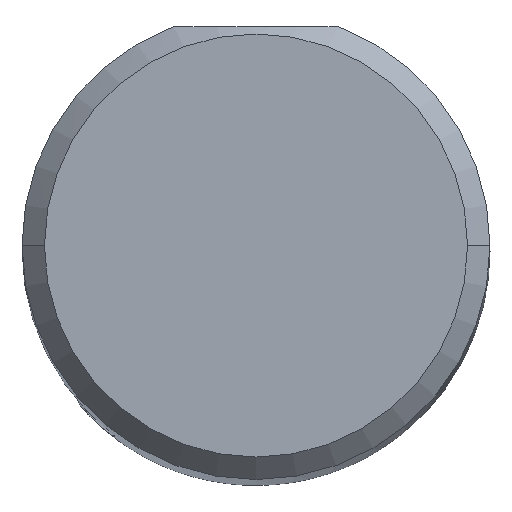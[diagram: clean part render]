
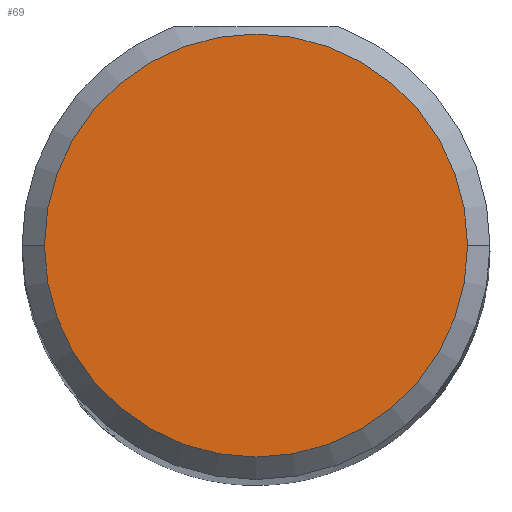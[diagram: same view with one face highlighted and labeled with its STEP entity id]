
A CAD part, top view. The second image highlights one B-rep face of the part: STEP entity #69.
In plain terms, the highlighted planar face has unit normal (0, 0, 1).
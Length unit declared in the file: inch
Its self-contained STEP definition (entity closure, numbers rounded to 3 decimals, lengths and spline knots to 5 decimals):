
#4 = VERTEX_POINT ( 'NONE', #164 ) ;
#12 = DIRECTION ( 'NONE',  ( 1., 0., 0. ) ) ;
#31 = DIRECTION ( 'NONE',  ( 0., 0., 1. ) ) ;
#45 = VERTEX_POINT ( 'NONE', #636 ) ;
#69 = ADVANCED_FACE ( 'NONE', ( #218 ), #343, .T. ) ;
#78 = DIRECTION ( 'NONE',  ( 0., 0., 1. ) ) ;
#101 = AXIS2_PLACEMENT_3D ( 'NONE', #460, #198, #12 ) ;
#127 = EDGE_CURVE ( 'NONE', #4, #45, #296, .T. ) ;
#130 = EDGE_LOOP ( 'NONE', ( #761, #787 ) ) ;
#164 = CARTESIAN_POINT ( 'NONE',  ( 0.14125, 0., 2.5 ) ) ;
#198 = DIRECTION ( 'NONE',  ( 0., 0., 1. ) ) ;
#218 = FACE_OUTER_BOUND ( 'NONE', #130, .T. ) ;
#282 = EDGE_CURVE ( 'NONE', #45, #4, #598, .T. ) ;
#296 = CIRCLE ( 'NONE', #440, 0.14125 ) ;
#343 = PLANE ( 'NONE',  #713 ) ;
#440 = AXIS2_PLACEMENT_3D ( 'NONE', #804, #31, #481 ) ;
#460 = CARTESIAN_POINT ( 'NONE',  ( 0., 0., 2.5 ) ) ;
#477 = DIRECTION ( 'NONE',  ( 1., 0., 0. ) ) ;
#481 = DIRECTION ( 'NONE',  ( 1., 0., 0. ) ) ;
#598 = CIRCLE ( 'NONE', #101, 0.14125 ) ;
#636 = CARTESIAN_POINT ( 'NONE',  ( -0.14125, 0., 2.5 ) ) ;
#662 = CARTESIAN_POINT ( 'NONE',  ( 0., 0., 2.5 ) ) ;
#713 = AXIS2_PLACEMENT_3D ( 'NONE', #662, #78, #477 ) ;
#761 = ORIENTED_EDGE ( 'NONE', *, *, #282, .T. ) ;
#787 = ORIENTED_EDGE ( 'NONE', *, *, #127, .T. ) ;
#804 = CARTESIAN_POINT ( 'NONE',  ( 0., 0., 2.5 ) ) ;
